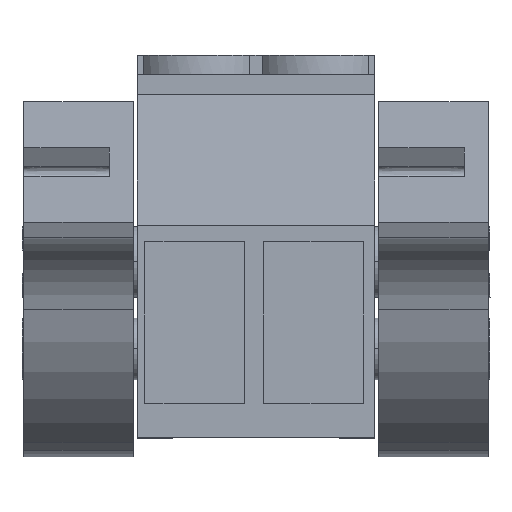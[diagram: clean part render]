
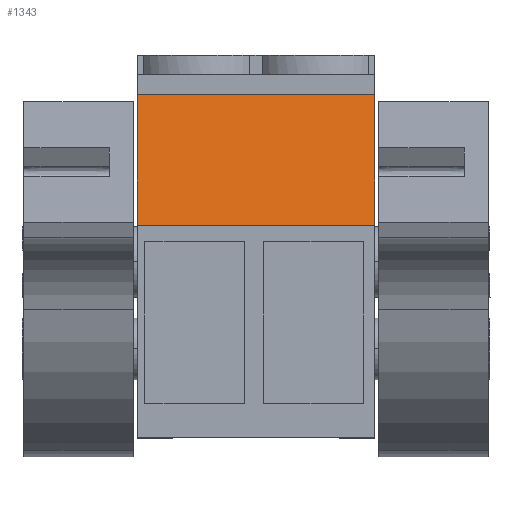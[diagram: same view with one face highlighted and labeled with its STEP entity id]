
A CAD part, top view. The second image highlights one B-rep face of the part: STEP entity #1343.
In plain terms, the highlighted planar face has unit normal (0, 0.18, 0.984).
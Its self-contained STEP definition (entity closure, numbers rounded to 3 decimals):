
#1323=AXIS2_PLACEMENT_3D('Plane Axis2P3D',#1320,#1321,#1322) ;
#126=CARTESIAN_POINT('Vertex',(4.85,9.734,19.751)) ;
#129=CARTESIAN_POINT('Line Origine',(4.85,12.491,19.247)) ;
#133=CARTESIAN_POINT('Vertex',(4.85,15.248,18.742)) ;
#1304=CARTESIAN_POINT('Vertex',(14.85,9.734,19.751)) ;
#1307=CARTESIAN_POINT('Line Origine',(9.85,9.734,19.751)) ;
#1320=CARTESIAN_POINT('Axis2P3D Location',(4.85,15.248,18.742)) ;
#1325=CARTESIAN_POINT('Line Origine',(14.85,12.491,19.247)) ;
#1329=CARTESIAN_POINT('Vertex',(14.85,15.248,18.742)) ;
#1332=CARTESIAN_POINT('Line Origine',(9.85,15.248,18.742)) ;
#130=DIRECTION('Vector Direction',(0.,-0.984,0.18)) ;
#1308=DIRECTION('Vector Direction',(1.,0.,0.)) ;
#1321=DIRECTION('Axis2P3D Direction',(0.,0.18,0.984)) ;
#1322=DIRECTION('Axis2P3D XDirection',(0.,-0.984,0.18)) ;
#1326=DIRECTION('Vector Direction',(0.,-0.984,0.18)) ;
#1333=DIRECTION('Vector Direction',(1.,0.,0.)) ;
#131=VECTOR('Line Direction',#130,1.) ;
#1309=VECTOR('Line Direction',#1308,1.) ;
#1327=VECTOR('Line Direction',#1326,1.) ;
#1334=VECTOR('Line Direction',#1333,1.) ;
#1338=ORIENTED_EDGE('',*,*,#1331,.F.) ;
#1339=ORIENTED_EDGE('',*,*,#1336,.F.) ;
#1340=ORIENTED_EDGE('',*,*,#135,.F.) ;
#1341=ORIENTED_EDGE('',*,*,#1311,.T.) ;
#1343=ADVANCED_FACE('HOUSING',(#1342),#1324,.T.) ;
#135=EDGE_CURVE('',#127,#134,#132,.F.) ;
#1311=EDGE_CURVE('',#127,#1305,#1310,.T.) ;
#1331=EDGE_CURVE('',#1330,#1305,#1328,.T.) ;
#1336=EDGE_CURVE('',#134,#1330,#1335,.T.) ;
#1337=EDGE_LOOP('',(#1338,#1339,#1340,#1341)) ;
#1342=FACE_OUTER_BOUND('',#1337,.T.) ;
#132=LINE('Line',#129,#131) ;
#1310=LINE('Line',#1307,#1309) ;
#1328=LINE('Line',#1325,#1327) ;
#1335=LINE('Line',#1332,#1334) ;
#1324=PLANE('',#1323) ;
#127=VERTEX_POINT('',#126) ;
#134=VERTEX_POINT('',#133) ;
#1305=VERTEX_POINT('',#1304) ;
#1330=VERTEX_POINT('',#1329) ;
